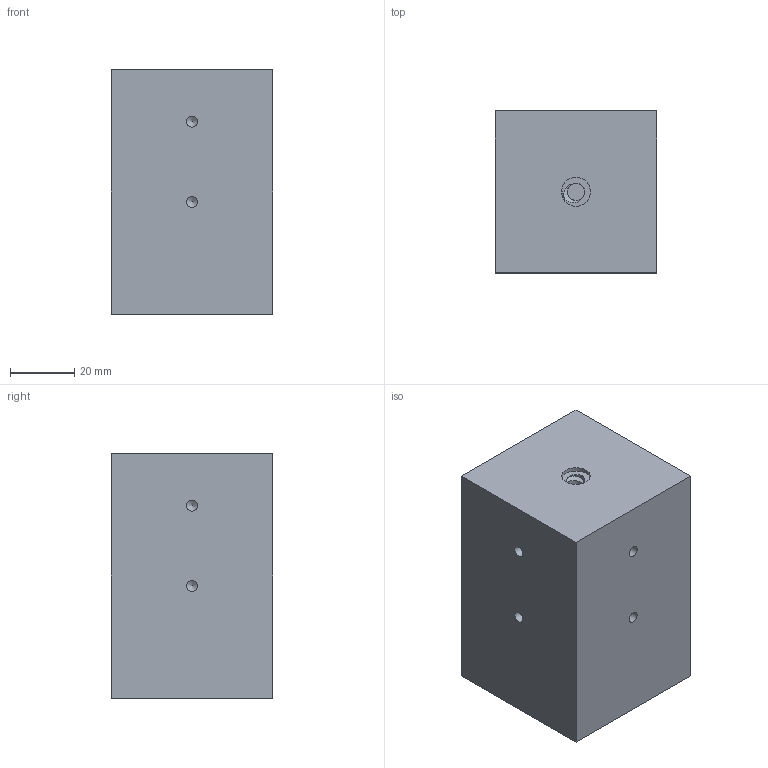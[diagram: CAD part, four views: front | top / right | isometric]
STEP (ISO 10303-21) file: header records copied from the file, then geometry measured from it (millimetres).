
FILE_DESCRIPTION(/* description */ (''),/* implementation_level */ '2;1');
FILE_NAME(/* name */ 'Ikea Stubby Leg v1.step',/* time_stamp */ '2023-10-24T12:04:20-05:00',/* author */ (''),/* organization */ (''),/* preprocessor_version */ 'ST-DEVELOPER v20',/* originating_system */ 'Autodesk Translation Framework v12.14.0.127',/* authorisation */ '');
FILE_SCHEMA (('AUTOMOTIVE_DESIGN { 1 0 10303 214 3 1 1 }'));
Length unit declared in the file: millimetre
Products named in the file (1): Ikea Stubby Leg
Bounding box: 50.4 x 50.4 x 76.2 mm (x, y, z)
Volume: 191400 mm3; surface area: 22675.1 mm2
Topology: 1 solids, 1 shells, 36 faces, 90 edges, 58 vertices
Faces by surface type: cylinder 21, plane 9, cone 4, bspline 2
Full cylindrical faces by diameter (mm): 3.45 x4, 5.4 x4, 9 x1
Entity records: 2237 total; most frequent: CARTESIAN_POINT 1417, ORIENTED_EDGE 172, DIRECTION 137, EDGE_CURVE 86, VERTEX_POINT 58, AXIS2_PLACEMENT_3D 49, EDGE_LOOP 42, LINE 39
